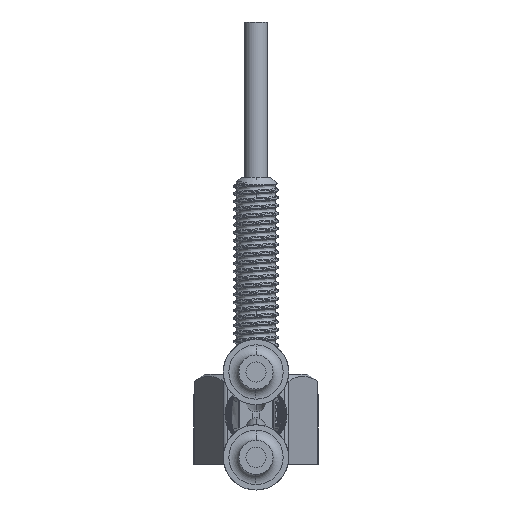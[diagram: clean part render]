
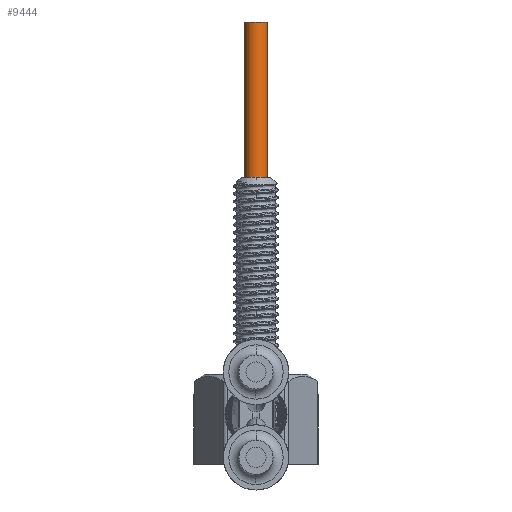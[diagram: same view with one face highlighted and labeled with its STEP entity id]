
A CAD part, front view. The second image highlights one B-rep face of the part: STEP entity #9444.
In plain terms, the highlighted cylindrical face has radius 0.75 mm (diameter 1.5 mm), a partial arc.
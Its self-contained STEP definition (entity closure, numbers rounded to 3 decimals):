
#9332=CARTESIAN_POINT('',(0.,0.,-7.5));
#9333=DIRECTION('',(0.,0.,1.));
#9334=DIRECTION('',(-1.,0.,0.));
#9335=AXIS2_PLACEMENT_3D('',#9332,#9333,#9334);
#9347=DIRECTION('',(0.,0.,1.));
#9348=VECTOR('',#9347,15.);
#9349=CARTESIAN_POINT('',(0.75,0.,-7.5));
#9350=LINE('',#9349,#9348);
#9351=DIRECTION('',(0.,0.,1.));
#9352=VECTOR('',#9351,15.);
#9353=CARTESIAN_POINT('',(-0.75,0.,-7.5));
#9354=LINE('',#9353,#9352);
#9360=CARTESIAN_POINT('',(0.,0.,7.5));
#9361=DIRECTION('',(0.,0.,1.));
#9362=DIRECTION('',(-1.,0.,0.));
#9363=AXIS2_PLACEMENT_3D('',#9360,#9361,#9362);
#9383=CARTESIAN_POINT('',(-0.75,0.,-7.5));
#9384=CARTESIAN_POINT('',(0.75,0.,-7.5));
#9385=VERTEX_POINT('',#9383);
#9386=VERTEX_POINT('',#9384);
#9391=CARTESIAN_POINT('',(-0.75,0.,7.5));
#9392=CARTESIAN_POINT('',(0.75,0.,7.5));
#9393=VERTEX_POINT('',#9391);
#9394=VERTEX_POINT('',#9392);
#9432=CARTESIAN_POINT('',(0.,0.,-7.5));
#9433=DIRECTION('',(0.,0.,1.));
#9434=DIRECTION('',(1.,0.,0.));
#9435=AXIS2_PLACEMENT_3D('',#9432,#9433,#9434);
#9436=CYLINDRICAL_SURFACE('',#9435,0.75);
#9437=ORIENTED_EDGE('',*,*,#9406,.F.);
#9438=ORIENTED_EDGE('',*,*,#9427,.T.);
#9440=ORIENTED_EDGE('',*,*,#9439,.T.);
#9441=ORIENTED_EDGE('',*,*,#9423,.F.);
#9442=EDGE_LOOP('',(#9437,#9438,#9440,#9441));
#9443=FACE_OUTER_BOUND('',#9442,.F.);
#9336=CIRCLE('',#9335,0.75);
#9364=CIRCLE('',#9363,0.75);
#9406=EDGE_CURVE('',#9385,#9386,#9336,.T.);
#9423=EDGE_CURVE('',#9386,#9394,#9350,.T.);
#9427=EDGE_CURVE('',#9385,#9393,#9354,.T.);
#9439=EDGE_CURVE('',#9393,#9394,#9364,.T.);
#9444=ADVANCED_FACE('',(#9443),#9436,.T.);
